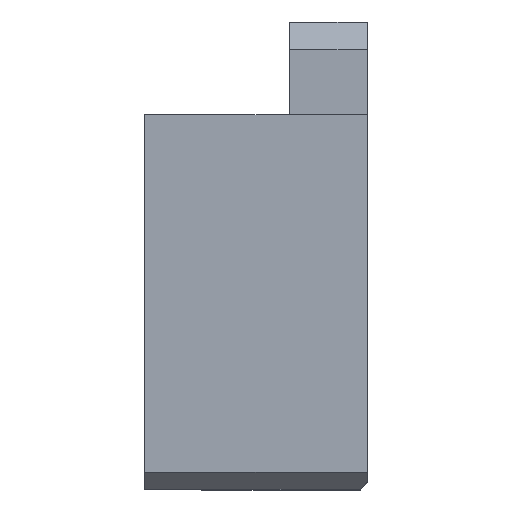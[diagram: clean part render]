
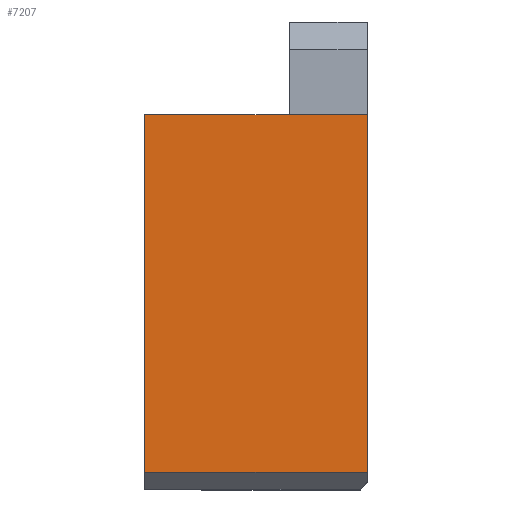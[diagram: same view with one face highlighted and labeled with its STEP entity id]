
A CAD part, top view. The second image highlights one B-rep face of the part: STEP entity #7207.
In plain terms, the highlighted planar face has unit normal (0, 0, 1).
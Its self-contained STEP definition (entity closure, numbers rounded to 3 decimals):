
#1002 = VERTEX_POINT('',#1003);
#1003 = CARTESIAN_POINT('',(13.,0.,47.));
#1009 = EDGE_CURVE('',#1010,#1002,#1012,.T.);
#1010 = VERTEX_POINT('',#1011);
#1011 = CARTESIAN_POINT('',(-7.,0.,47.));
#1012 = LINE('',#1013,#1014);
#1013 = CARTESIAN_POINT('',(-8.5,0.,47.));
#1014 = VECTOR('',#1015,1.);
#1015 = DIRECTION('',(1.,0.,0.));
#1122 = VERTEX_POINT('',#1123);
#1123 = CARTESIAN_POINT('',(-7.,32.1,47.));
#1129 = EDGE_CURVE('',#1010,#1122,#1130,.T.);
#1130 = LINE('',#1131,#1132);
#1131 = CARTESIAN_POINT('',(-7.,-1.5,47.));
#1132 = VECTOR('',#1133,1.);
#1133 = DIRECTION('',(0.,1.,0.));
#6093 = EDGE_CURVE('',#1002,#6094,#6096,.T.);
#6094 = VERTEX_POINT('',#6095);
#6095 = CARTESIAN_POINT('',(13.,32.1,47.));
#6096 = LINE('',#6097,#6098);
#6097 = CARTESIAN_POINT('',(13.,-1.5,47.));
#6098 = VECTOR('',#6099,1.);
#6099 = DIRECTION('',(0.,1.,0.));
#7207 = ADVANCED_FACE('',(#7208),#7219,.T.);
#7208 = FACE_BOUND('',#7209,.T.);
#7209 = EDGE_LOOP('',(#7210,#7211,#7212,#7213));
#7210 = ORIENTED_EDGE('',*,*,#1129,.F.);
#7211 = ORIENTED_EDGE('',*,*,#1009,.T.);
#7212 = ORIENTED_EDGE('',*,*,#6093,.T.);
#7213 = ORIENTED_EDGE('',*,*,#7214,.T.);
#7214 = EDGE_CURVE('',#6094,#1122,#7215,.T.);
#7215 = LINE('',#7216,#7217);
#7216 = CARTESIAN_POINT('',(-13.5,32.1,47.));
#7217 = VECTOR('',#7218,1.);
#7218 = DIRECTION('',(-1.,0.,0.));
#7219 = PLANE('',#7220);
#7220 = AXIS2_PLACEMENT_3D('',#7221,#7222,#7223);
#7221 = CARTESIAN_POINT('',(-7.,-1.5,47.));
#7222 = DIRECTION('',(0.,0.,1.));
#7223 = DIRECTION('',(1.,0.,0.));
